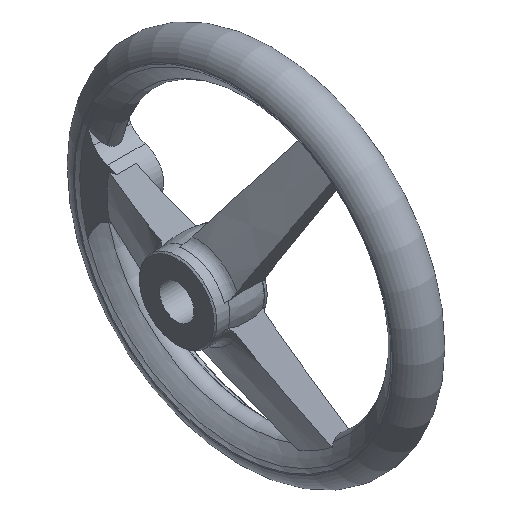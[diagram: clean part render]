
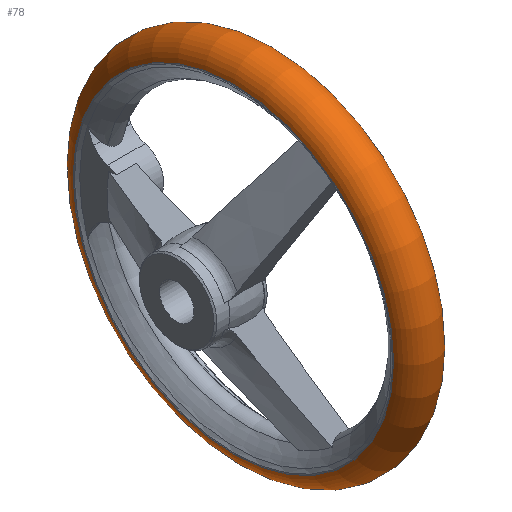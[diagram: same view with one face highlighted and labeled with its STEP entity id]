
A CAD part, isometric view. The second image highlights one B-rep face of the part: STEP entity #78.
In plain terms, the highlighted toroidal (fillet/blend) face has major radius 54.5 mm and minor radius 8 mm.
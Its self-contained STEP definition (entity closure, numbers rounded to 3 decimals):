
#78 = ADVANCED_FACE( '', ( #137, #138, #139 ), #140, .T. );
#137 = FACE_BOUND( '', #257, .T. );
#138 = FACE_OUTER_BOUND( '', #258, .T. );
#139 = FACE_OUTER_BOUND( '', #259, .T. );
#140 = TOROIDAL_SURFACE( '', #260, 54.5, 8. );
#257 = VERTEX_LOOP( '', #455 );
#258 = EDGE_LOOP( '', ( #456 ) );
#259 = EDGE_LOOP( '', ( #457 ) );
#260 = AXIS2_PLACEMENT_3D( '', #458, #459, #460 );
#455 = VERTEX_POINT( '', #893 );
#456 = ORIENTED_EDGE( '', *, *, #892, .T. );
#457 = ORIENTED_EDGE( '', *, *, #894, .F. );
#458 = CARTESIAN_POINT( '', ( 27.6, 0., 0. ) );
#459 = DIRECTION( '', ( 1., 0., 0. ) );
#460 = DIRECTION( '', ( 0., 0., -1. ) );
#892 = EDGE_CURVE( '', #1049, #1049, #1050, .T. );
#893 = CARTESIAN_POINT( '', ( 27.6, 0., -62.5 ) );
#894 = EDGE_CURVE( '', #1051, #1051, #1052, .T. );
#1049 = VERTEX_POINT( '', #1315 );
#1050 = CIRCLE( '', #1316, 55.831 );
#1051 = VERTEX_POINT( '', #1317 );
#1052 = CIRCLE( '', #1318, 55.834 );
#1315 = CARTESIAN_POINT( '', ( 19.712, 0., -55.831 ) );
#1316 = AXIS2_PLACEMENT_3D( '', #2120, #2121, #2122 );
#1317 = CARTESIAN_POINT( '', ( 35.488, 0., -55.834 ) );
#1318 = AXIS2_PLACEMENT_3D( '', #2123, #2124, #2125 );
#2120 = CARTESIAN_POINT( '', ( 19.712, 0., 0. ) );
#2121 = DIRECTION( '', ( 1., 0., 0. ) );
#2122 = DIRECTION( '', ( 0., 0., -1. ) );
#2123 = CARTESIAN_POINT( '', ( 35.488, 0., 0. ) );
#2124 = DIRECTION( '', ( 1., 0., 0. ) );
#2125 = DIRECTION( '', ( 0., 0., -1. ) );
